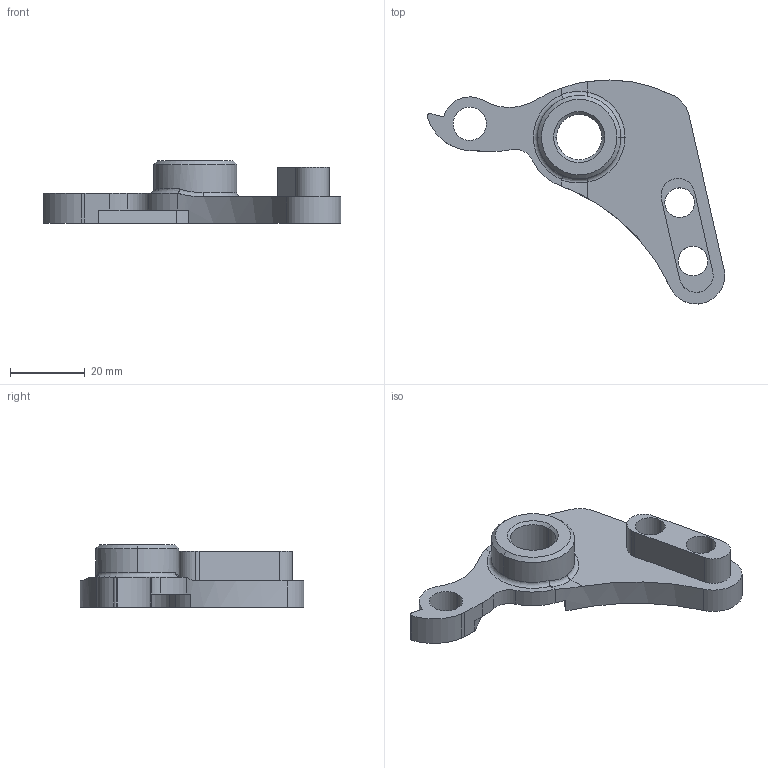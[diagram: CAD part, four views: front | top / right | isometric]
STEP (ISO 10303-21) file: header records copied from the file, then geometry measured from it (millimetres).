
FILE_DESCRIPTION (( 'STEP AP214' ), '1' );
FILE_NAME ('DR4137.STEP', '2025-06-30T20:18:33', ( '' ), ( '' ), 'SwSTEP 2.0', 'SolidWorks 2023', '' );
FILE_SCHEMA (( 'AUTOMOTIVE_DESIGN' ));
Length unit declared in the file: inch
Products named in the file (1): DR4137
Bounding box: 79.51 x 59.88 x 16.65 mm (x, y, z)
Volume: 15857.9 mm3; surface area: 8064.4 mm2
Topology: 1 solids, 1 shells, 52 faces, 139 edges, 90 vertices
Faces by surface type: cylinder 30, plane 13, cone 4, torus 3, bspline 2
Entity records: 1792 total; most frequent: CARTESIAN_POINT 410, DIRECTION 301, ORIENTED_EDGE 278, EDGE_CURVE 139, AXIS2_PLACEMENT_3D 121, VERTEX_POINT 90, CIRCLE 70, EDGE_LOOP 61
